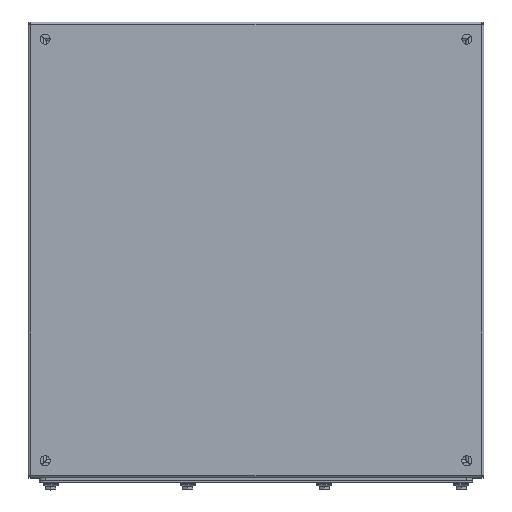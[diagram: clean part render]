
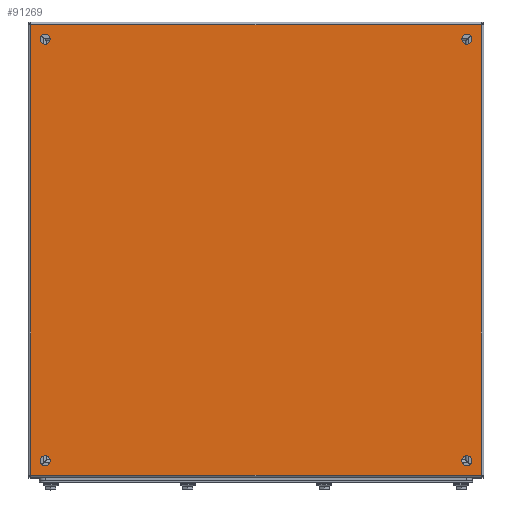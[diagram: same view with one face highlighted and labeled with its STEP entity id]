
A CAD part, top view. The second image highlights one B-rep face of the part: STEP entity #91269.
In plain terms, the highlighted planar face has unit normal (0, 0, 1).
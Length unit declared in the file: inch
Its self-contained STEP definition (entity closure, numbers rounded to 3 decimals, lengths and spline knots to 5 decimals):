
#73 = VECTOR ( 'NONE', #101279, 39.37008 ) ;
#715 = DIRECTION ( 'NONE',  ( -1., 0., 0. ) ) ;
#1059 = CARTESIAN_POINT ( 'NONE',  ( 0.625, 19.125, 6.9175 ) ) ;
#1478 = AXIS2_PLACEMENT_3D ( 'NONE', #1059, #15638, #78952 ) ;
#3216 = ORIENTED_EDGE ( 'NONE', *, *, #82075, .F. ) ;
#3809 = EDGE_LOOP ( 'NONE', ( #53067 ) ) ;
#5009 = CARTESIAN_POINT ( 'NONE',  ( -0.00412, 19.75412, 6.9175 ) ) ;
#8078 = CARTESIAN_POINT ( 'NONE',  ( 9.875, 19.75413, 6.9175 ) ) ;
#9679 = EDGE_CURVE ( 'NONE', #74781, #46247, #70140, .T. ) ;
#9985 = LINE ( 'NONE', #25037, #55151 ) ;
#12619 = VECTOR ( 'NONE', #18373, 39.37008 ) ;
#13891 = ORIENTED_EDGE ( 'NONE', *, *, #56705, .F. ) ;
#14097 = EDGE_CURVE ( 'NONE', #77527, #98787, #9985, .T. ) ;
#14225 = ORIENTED_EDGE ( 'NONE', *, *, #49931, .F. ) ;
#15311 = CIRCLE ( 'NONE', #36870, 0.21875 ) ;
#15453 = ORIENTED_EDGE ( 'NONE', *, *, #9679, .F. ) ;
#15638 = DIRECTION ( 'NONE',  ( 0., 0., 1. ) ) ;
#16990 = CARTESIAN_POINT ( 'NONE',  ( 19.75413, 19.75413, 6.9175 ) ) ;
#18373 = DIRECTION ( 'NONE',  ( -1., 0., 0. ) ) ;
#24433 = EDGE_CURVE ( 'NONE', #70562, #70562, #94063, .T. ) ;
#24956 = DIRECTION ( 'NONE',  ( 0., 0., 1. ) ) ;
#25037 = CARTESIAN_POINT ( 'NONE',  ( -0.00412, 9.875, 6.9175 ) ) ;
#30586 = DIRECTION ( 'NONE',  ( 0., 0., -1. ) ) ;
#31103 = CARTESIAN_POINT ( 'NONE',  ( 18.90625, 19.125, 6.9175 ) ) ;
#31653 = AXIS2_PLACEMENT_3D ( 'NONE', #97073, #24956, #95516 ) ;
#32433 = CARTESIAN_POINT ( 'NONE',  ( 19.125, 0.625, 6.9175 ) ) ;
#34463 = DIRECTION ( 'NONE',  ( 0., 0., 1. ) ) ;
#36836 = CARTESIAN_POINT ( 'NONE',  ( 9.875, 9.875, 6.9175 ) ) ;
#36870 = AXIS2_PLACEMENT_3D ( 'NONE', #32433, #34463, #715 ) ;
#39738 = DIRECTION ( 'NONE',  ( 1., 0., 0. ) ) ;
#44881 = CARTESIAN_POINT ( 'NONE',  ( 0.40625, 0.625, 6.9175 ) ) ;
#45170 = DIRECTION ( 'NONE',  ( -1., 0., 0. ) ) ;
#46247 = VERTEX_POINT ( 'NONE', #77325 ) ;
#49931 = EDGE_CURVE ( 'NONE', #46247, #77527, #89457, .T. ) ;
#49948 = VERTEX_POINT ( 'NONE', #63047 ) ;
#50593 = CARTESIAN_POINT ( 'NONE',  ( 9.875, -0.00412, 6.9175 ) ) ;
#51097 = AXIS2_PLACEMENT_3D ( 'NONE', #64652, #72925, #96270 ) ;
#53067 = ORIENTED_EDGE ( 'NONE', *, *, #24433, .F. ) ;
#53491 = FACE_OUTER_BOUND ( 'NONE', #69171, .T. ) ;
#53777 = VECTOR ( 'NONE', #39738, 39.37008 ) ;
#55151 = VECTOR ( 'NONE', #71780, 39.37008 ) ;
#56705 = EDGE_CURVE ( 'NONE', #49948, #49948, #15311, .T. ) ;
#58425 = VERTEX_POINT ( 'NONE', #98861 ) ;
#63047 = CARTESIAN_POINT ( 'NONE',  ( 18.90625, 0.625, 6.9175 ) ) ;
#63167 = CIRCLE ( 'NONE', #31653, 0.21875 ) ;
#64652 = CARTESIAN_POINT ( 'NONE',  ( 19.125, 19.125, 6.9175 ) ) ;
#67301 = EDGE_LOOP ( 'NONE', ( #13891 ) ) ;
#69011 = PLANE ( 'NONE',  #94242 ) ;
#69171 = EDGE_LOOP ( 'NONE', ( #15453, #78288, #91816, #14225 ) ) ;
#69634 = CARTESIAN_POINT ( 'NONE',  ( 19.75413, 9.875, 6.9175 ) ) ;
#70140 = LINE ( 'NONE', #69634, #73 ) ;
#70562 = VERTEX_POINT ( 'NONE', #31103 ) ;
#71780 = DIRECTION ( 'NONE',  ( 0., 1., 0. ) ) ;
#72925 = DIRECTION ( 'NONE',  ( 0., 0., 1. ) ) ;
#74781 = VERTEX_POINT ( 'NONE', #16990 ) ;
#76086 = CIRCLE ( 'NONE', #1478, 0.21875 ) ;
#76245 = FACE_BOUND ( 'NONE', #3809, .T. ) ;
#76739 = ORIENTED_EDGE ( 'NONE', *, *, #83361, .F. ) ;
#77280 = FACE_BOUND ( 'NONE', #78525, .T. ) ;
#77325 = CARTESIAN_POINT ( 'NONE',  ( 19.75413, -0.00412, 6.9175 ) ) ;
#77527 = VERTEX_POINT ( 'NONE', #79587 ) ;
#78288 = ORIENTED_EDGE ( 'NONE', *, *, #102418, .F. ) ;
#78525 = EDGE_LOOP ( 'NONE', ( #3216 ) ) ;
#78952 = DIRECTION ( 'NONE',  ( -1., 0., 0. ) ) ;
#79159 = LINE ( 'NONE', #8078, #53777 ) ;
#79587 = CARTESIAN_POINT ( 'NONE',  ( -0.00412, -0.00413, 6.9175 ) ) ;
#82075 = EDGE_CURVE ( 'NONE', #58425, #58425, #76086, .T. ) ;
#83361 = EDGE_CURVE ( 'NONE', #99376, #99376, #63167, .T. ) ;
#87037 = EDGE_LOOP ( 'NONE', ( #76739 ) ) ;
#89457 = LINE ( 'NONE', #50593, #12619 ) ;
#91269 = ADVANCED_FACE ( 'NONE', ( #77280, #76245, #92339, #100665, #53491 ), #69011, .F. ) ;
#91816 = ORIENTED_EDGE ( 'NONE', *, *, #14097, .F. ) ;
#92339 = FACE_BOUND ( 'NONE', #87037, .T. ) ;
#94063 = CIRCLE ( 'NONE', #51097, 0.21875 ) ;
#94242 = AXIS2_PLACEMENT_3D ( 'NONE', #36836, #30586, #45170 ) ;
#95516 = DIRECTION ( 'NONE',  ( -1., 0., 0. ) ) ;
#96270 = DIRECTION ( 'NONE',  ( -1., 0., 0. ) ) ;
#97073 = CARTESIAN_POINT ( 'NONE',  ( 0.625, 0.625, 6.9175 ) ) ;
#98787 = VERTEX_POINT ( 'NONE', #5009 ) ;
#98861 = CARTESIAN_POINT ( 'NONE',  ( 0.40625, 19.125, 6.9175 ) ) ;
#99376 = VERTEX_POINT ( 'NONE', #44881 ) ;
#100665 = FACE_BOUND ( 'NONE', #67301, .T. ) ;
#101279 = DIRECTION ( 'NONE',  ( 0., -1., 0. ) ) ;
#102418 = EDGE_CURVE ( 'NONE', #98787, #74781, #79159, .T. ) ;
